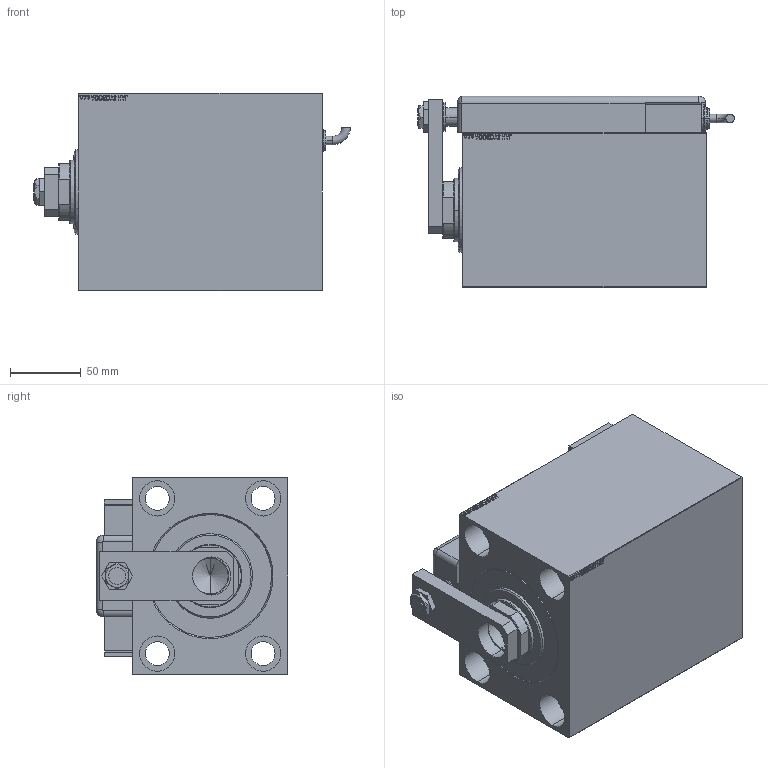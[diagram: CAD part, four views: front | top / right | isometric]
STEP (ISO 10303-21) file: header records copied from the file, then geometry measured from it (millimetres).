
FILE_DESCRIPTION (( 'STEP AP203' ), '1' );
FILE_NAME ('92ab.STEP', '2024-04-30T11:15:55', ( '' ), ( '' ), 'SwSTEP 2.0', 'SolidWorks 2019', '' );
FILE_SCHEMA (( 'CONFIG_CONTROL_DESIGN' ));
Length unit declared in the file: millimetre
Products named in the file (13): TYC 7b4697d4a9a82330619a28870ce4cac1; SWITCH DIM A_G 7b4697d4a9a82330619a28870ce4cac1; ZARAZKA_Q 7b4697d4a9a82330619a28870ce4cac1; SWITCH Q 7b4697d4a9a82330619a28870ce4cac1; KRYT 7b4697d4a9a82330619a28870ce4cac1; SWITCH_Q_FRONT_BACK 7b4697d4a9a82330619a28870ce4cac1; NUT_D13 7b4697d4a9a82330619a28870ce4cac1; 92ab; V450CM_C_Body 7b4697d4a9a82330619a28870ce4cac1; MAGNETIC SWITCH Q 7b4697d4a9a82330619a28870ce4cac1; V450CM_C_VCP 7b4697d4a9a82330619a28870ce4cac1; V450CM_VC_B 7b4697d4a9a82330619a28870ce4cac1; NUT_D19 7b4697d4a9a82330619a28870ce4cac1
Assembly tree (13 placements, depth 3):
  92ab
    V450CM_C_Body 7b4697d4a9a82330619a28870ce4cac1
    V450CM_C_VCP 7b4697d4a9a82330619a28870ce4cac1
    V450CM_VC_B 7b4697d4a9a82330619a28870ce4cac1
    MAGNETIC SWITCH Q 7b4697d4a9a82330619a28870ce4cac1
      SWITCH_Q_FRONT_BACK 7b4697d4a9a82330619a28870ce4cac1
      TYC 7b4697d4a9a82330619a28870ce4cac1
      ZARAZKA_Q 7b4697d4a9a82330619a28870ce4cac1
      SWITCH DIM A_G 7b4697d4a9a82330619a28870ce4cac1
      NUT_D19 7b4697d4a9a82330619a28870ce4cac1
      NUT_D13 7b4697d4a9a82330619a28870ce4cac1
      KRYT 7b4697d4a9a82330619a28870ce4cac1
      SWITCH Q 7b4697d4a9a82330619a28870ce4cac1  x2
Bounding box: 224.46 x 135.8 x 140 mm (x, y, z)
Volume: 2380306.8 mm3; surface area: 329453.1 mm2
Topology: 13 solids, 13 shells, 1246 faces, 3162 edges, 2087 vertices
Faces by surface type: plane 614, bspline 471, cylinder 115, cone 22, torus 22, sphere 2
Entity records: 59791 total; most frequent: CARTESIAN_POINT 32209, ORIENTED_EDGE 6128, DIRECTION 3870, EDGE_CURVE 3064, VERTEX_POINT 2027, VECTOR 1826, LINE 1826, EDGE_LOOP 1379
